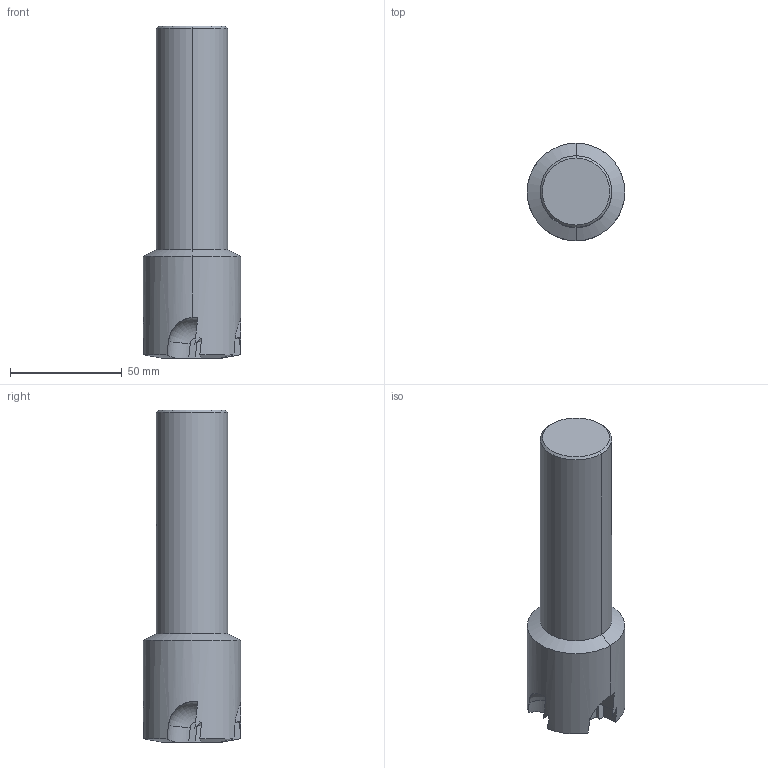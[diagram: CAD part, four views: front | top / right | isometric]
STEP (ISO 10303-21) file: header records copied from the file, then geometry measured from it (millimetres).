
FILE_DESCRIPTION(('no description'),'unknown implementation level');
FILE_NAME('solidMdtb1q5dMMlsLKBXHb3b762CM4o_1.STP',' ',('CIM GmbH Aachen'),('CADClick - KiM GmbH - www.kimweb.de'),'unknown preprocess','ACIS','unknown authorization');
FILE_SCHEMA(('automotive_design'));
Length unit declared in the file: millimetre
Products named in the file (1): 1
Bounding box: 43.64 x 43.64 x 148.41 mm (x, y, z)
Volume: 143755.4 mm3; surface area: 20029.6 mm2
Topology: 1 solids, 1 shells, 67 faces, 185 edges, 120 vertices
Faces by surface type: plane 35, cylinder 20, cone 8, torus 4
Entity records: 4685 total; most frequent: CARTESIAN_POINT 866, STYLED_ITEM 373, PRESENTATION_STYLE_ASSIGNMENT 373, DIRECTION 373, COLOUR_RGB 373, ORIENTED_EDGE 370, EDGE_CURVE 185, CURVE_STYLE 185
